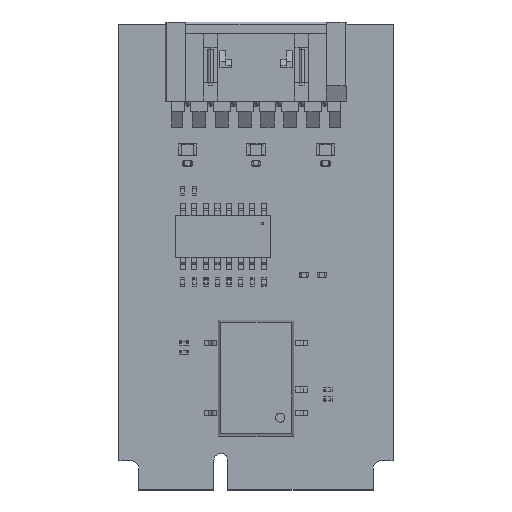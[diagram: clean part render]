
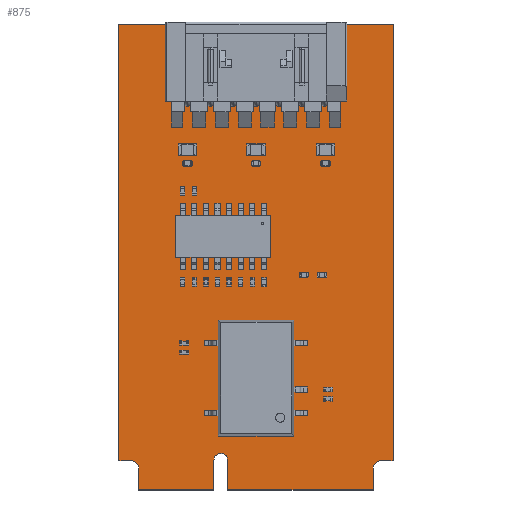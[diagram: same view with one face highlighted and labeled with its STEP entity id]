
A CAD part, top view. The second image highlights one B-rep face of the part: STEP entity #875.
In plain terms, the highlighted planar face has unit normal (0, 0, 1).
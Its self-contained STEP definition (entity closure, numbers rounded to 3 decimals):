
#420 = VERTEX_POINT('',#421);
#421 = CARTESIAN_POINT('',(-9.,-3.25,1.598));
#427 = EDGE_CURVE('',#420,#428,#430,.T.);
#428 = VERTEX_POINT('',#429);
#429 = CARTESIAN_POINT('',(-9.,-0.85,1.598));
#430 = LINE('',#431,#432);
#431 = CARTESIAN_POINT('',(-9.,-3.25,1.598));
#432 = VECTOR('',#433,1.);
#433 = DIRECTION('',(0.,1.,0.));
#458 = EDGE_CURVE('',#428,#459,#461,.T.);
#459 = VERTEX_POINT('',#460);
#460 = CARTESIAN_POINT('',(-9.8,-0.05,
    1.598));
#461 = CIRCLE('',#462,0.799);
#462 = AXIS2_PLACEMENT_3D('',#463,#464,#465);
#463 = CARTESIAN_POINT('',(-9.799,-0.849,1.598));
#464 = DIRECTION('',(0.,0.,1.));
#465 = DIRECTION('',(1.,-0.001,0.));
#491 = EDGE_CURVE('',#459,#492,#494,.T.);
#492 = VERTEX_POINT('',#493);
#493 = CARTESIAN_POINT('',(-11.15,-0.05,
    1.598));
#494 = LINE('',#495,#496);
#495 = CARTESIAN_POINT('',(-9.8,-0.05,
    1.598));
#496 = VECTOR('',#497,1.);
#497 = DIRECTION('',(-1.,0.,0.));
#522 = EDGE_CURVE('',#492,#523,#525,.T.);
#523 = VERTEX_POINT('',#524);
#524 = CARTESIAN_POINT('',(-11.15,47.7,1.598));
#525 = LINE('',#526,#527);
#526 = CARTESIAN_POINT('',(-11.15,-0.05,
    1.598));
#527 = VECTOR('',#528,1.);
#528 = DIRECTION('',(0.,1.,0.));
#553 = EDGE_CURVE('',#523,#554,#556,.T.);
#554 = VERTEX_POINT('',#555);
#555 = CARTESIAN_POINT('',(18.85,47.7,1.598));
#556 = LINE('',#557,#558);
#557 = CARTESIAN_POINT('',(-11.15,47.7,1.598));
#558 = VECTOR('',#559,1.);
#559 = DIRECTION('',(1.,0.,0.));
#584 = EDGE_CURVE('',#554,#585,#587,.T.);
#585 = VERTEX_POINT('',#586);
#586 = CARTESIAN_POINT('',(18.85,-0.05,
    1.598));
#587 = LINE('',#588,#589);
#588 = CARTESIAN_POINT('',(18.85,47.7,1.598));
#589 = VECTOR('',#590,1.);
#590 = DIRECTION('',(0.,-1.,0.));
#615 = EDGE_CURVE('',#585,#616,#618,.T.);
#616 = VERTEX_POINT('',#617);
#617 = CARTESIAN_POINT('',(17.5,-0.05,1.598));
#618 = LINE('',#619,#620);
#619 = CARTESIAN_POINT('',(18.85,-0.05,
    1.598));
#620 = VECTOR('',#621,1.);
#621 = DIRECTION('',(-1.,0.,0.));
#646 = EDGE_CURVE('',#616,#647,#649,.T.);
#647 = VERTEX_POINT('',#648);
#648 = CARTESIAN_POINT('',(16.7,-0.85,1.598));
#649 = CIRCLE('',#650,0.799);
#650 = AXIS2_PLACEMENT_3D('',#651,#652,#653);
#651 = CARTESIAN_POINT('',(17.499,-0.849,1.598));
#652 = DIRECTION('',(0.,0.,1.));
#653 = DIRECTION('',(0.001,1.,0.));
#679 = EDGE_CURVE('',#647,#680,#682,.T.);
#680 = VERTEX_POINT('',#681);
#681 = CARTESIAN_POINT('',(16.7,-3.25,1.598));
#682 = LINE('',#683,#684);
#683 = CARTESIAN_POINT('',(16.7,-0.85,1.598));
#684 = VECTOR('',#685,1.);
#685 = DIRECTION('',(0.,-1.,0.));
#710 = EDGE_CURVE('',#680,#711,#713,.T.);
#711 = VERTEX_POINT('',#712);
#712 = CARTESIAN_POINT('',(0.75,-3.25,1.598));
#713 = LINE('',#714,#715);
#714 = CARTESIAN_POINT('',(16.7,-3.25,1.598));
#715 = VECTOR('',#716,1.);
#716 = DIRECTION('',(-1.,0.,0.));
#741 = EDGE_CURVE('',#711,#742,#744,.T.);
#742 = VERTEX_POINT('',#743);
#743 = CARTESIAN_POINT('',(0.75,0.,1.598));
#744 = LINE('',#745,#746);
#745 = CARTESIAN_POINT('',(0.75,-3.25,1.598));
#746 = VECTOR('',#747,1.);
#747 = DIRECTION('',(0.,1.,0.));
#772 = EDGE_CURVE('',#742,#773,#775,.T.);
#773 = VERTEX_POINT('',#774);
#774 = CARTESIAN_POINT('',(-0.75,0.,1.598));
#775 = CIRCLE('',#776,0.75);
#776 = AXIS2_PLACEMENT_3D('',#777,#778,#779);
#777 = CARTESIAN_POINT('',(0.,0.,1.598));
#778 = DIRECTION('',(0.,0.,1.));
#779 = DIRECTION('',(1.,0.,0.));
#805 = EDGE_CURVE('',#773,#806,#808,.T.);
#806 = VERTEX_POINT('',#807);
#807 = CARTESIAN_POINT('',(-0.75,-3.25,1.598));
#808 = LINE('',#809,#810);
#809 = CARTESIAN_POINT('',(-0.75,0.,1.598));
#810 = VECTOR('',#811,1.);
#811 = DIRECTION('',(0.,-1.,0.));
#836 = EDGE_CURVE('',#806,#420,#837,.T.);
#837 = LINE('',#838,#839);
#838 = CARTESIAN_POINT('',(-0.75,-3.25,1.598));
#839 = VECTOR('',#840,1.);
#840 = DIRECTION('',(-1.,0.,0.));
#875 = ADVANCED_FACE('',(#876),#892,.F.);
#876 = FACE_BOUND('',#877,.F.);
#877 = EDGE_LOOP('',(#878,#879,#880,#881,#882,#883,#884,#885,#886,#887,
    #888,#889,#890,#891));
#878 = ORIENTED_EDGE('',*,*,#427,.T.);
#879 = ORIENTED_EDGE('',*,*,#458,.T.);
#880 = ORIENTED_EDGE('',*,*,#491,.T.);
#881 = ORIENTED_EDGE('',*,*,#522,.T.);
#882 = ORIENTED_EDGE('',*,*,#553,.T.);
#883 = ORIENTED_EDGE('',*,*,#584,.T.);
#884 = ORIENTED_EDGE('',*,*,#615,.T.);
#885 = ORIENTED_EDGE('',*,*,#646,.T.);
#886 = ORIENTED_EDGE('',*,*,#679,.T.);
#887 = ORIENTED_EDGE('',*,*,#710,.T.);
#888 = ORIENTED_EDGE('',*,*,#741,.T.);
#889 = ORIENTED_EDGE('',*,*,#772,.T.);
#890 = ORIENTED_EDGE('',*,*,#805,.T.);
#891 = ORIENTED_EDGE('',*,*,#836,.T.);
#892 = PLANE('',#893);
#893 = AXIS2_PLACEMENT_3D('',#894,#895,#896);
#894 = CARTESIAN_POINT('',(-9.,-3.25,1.598));
#895 = DIRECTION('',(0.,0.,-1.));
#896 = DIRECTION('',(-1.,0.,0.));
